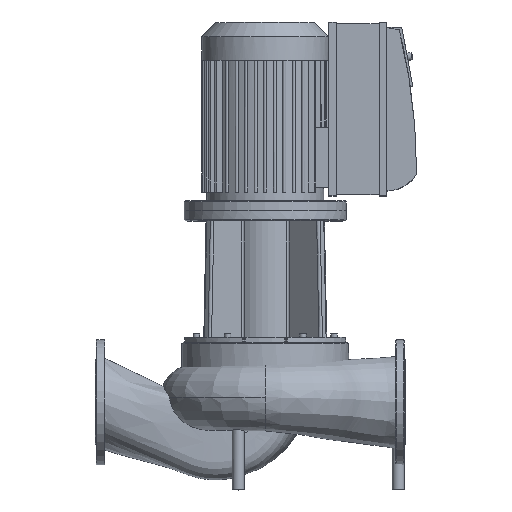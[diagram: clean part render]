
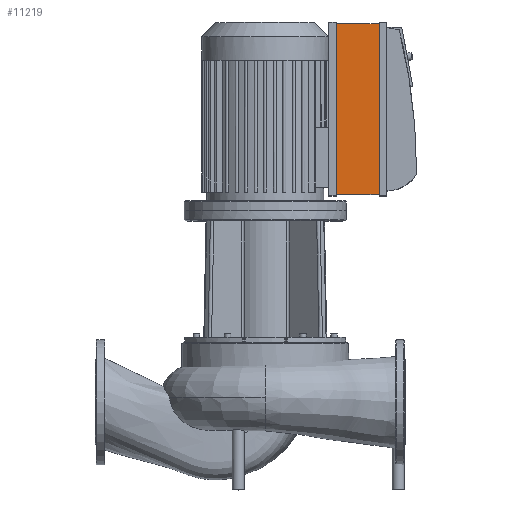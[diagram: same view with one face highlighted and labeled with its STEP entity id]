
A CAD part, top view. The second image highlights one B-rep face of the part: STEP entity #11219.
In plain terms, the highlighted planar face has unit normal (0, 0, 1).
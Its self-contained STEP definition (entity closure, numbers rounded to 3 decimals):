
#930=LINE($,#27875,#1871);
#932=LINE($,#27879,#1873);
#933=LINE($,#27881,#1874);
#934=LINE($,#27882,#1875);
#1871=VECTOR($,#15430,86.);
#1873=VECTOR($,#15434,341.);
#1874=VECTOR($,#15435,86.);
#1875=VECTOR($,#15436,341.);
#2398=PLANE($,#12394);
#3186=FACE_OUTER_BOUND($,#3993,.T.);
#3993=EDGE_LOOP($,(#10139,#10140,#10141,#10142));
#5647=VERTEX_POINT($,#27872);
#5648=VERTEX_POINT($,#27874);
#5649=VERTEX_POINT($,#27878);
#5650=VERTEX_POINT($,#27880);
#7167=EDGE_CURVE($,#5647,#5648,#930,.T.);
#7169=EDGE_CURVE($,#5647,#5649,#932,.T.);
#7170=EDGE_CURVE($,#5650,#5649,#933,.T.);
#7171=EDGE_CURVE($,#5650,#5648,#934,.T.);
#10139=ORIENTED_EDGE($,*,*,#7167,.F.);
#10140=ORIENTED_EDGE($,*,*,#7169,.T.);
#10141=ORIENTED_EDGE($,*,*,#7170,.F.);
#10142=ORIENTED_EDGE($,*,*,#7171,.T.);
#11219=ADVANCED_FACE($,(#3186),#2398,.T.);
#12394=AXIS2_PLACEMENT_3D($,#27877,#15432,#15433);
#15430=DIRECTION($,(-1.,0.,0.));
#15432=DIRECTION('center_axis',(0.,0.,1.));
#15433=DIRECTION('ref_axis',(1.,0.,0.));
#15434=DIRECTION($,(0.,1.,0.));
#15435=DIRECTION($,(1.,0.,0.));
#15436=DIRECTION($,(0.,-1.,0.));
#27872=CARTESIAN_POINT('',(568.,416.,137.));
#27874=CARTESIAN_POINT('',(482.,416.,137.));
#27875=CARTESIAN_POINT($,(546.5,416.,137.));
#27877=CARTESIAN_POINT('Origin',(525.,586.5,137.));
#27878=CARTESIAN_POINT('',(568.,757.,137.));
#27879=CARTESIAN_POINT($,(568.,416.,137.));
#27880=CARTESIAN_POINT('',(482.,757.,137.));
#27881=CARTESIAN_POINT($,(503.5,757.,137.));
#27882=CARTESIAN_POINT($,(482.,757.,137.));
